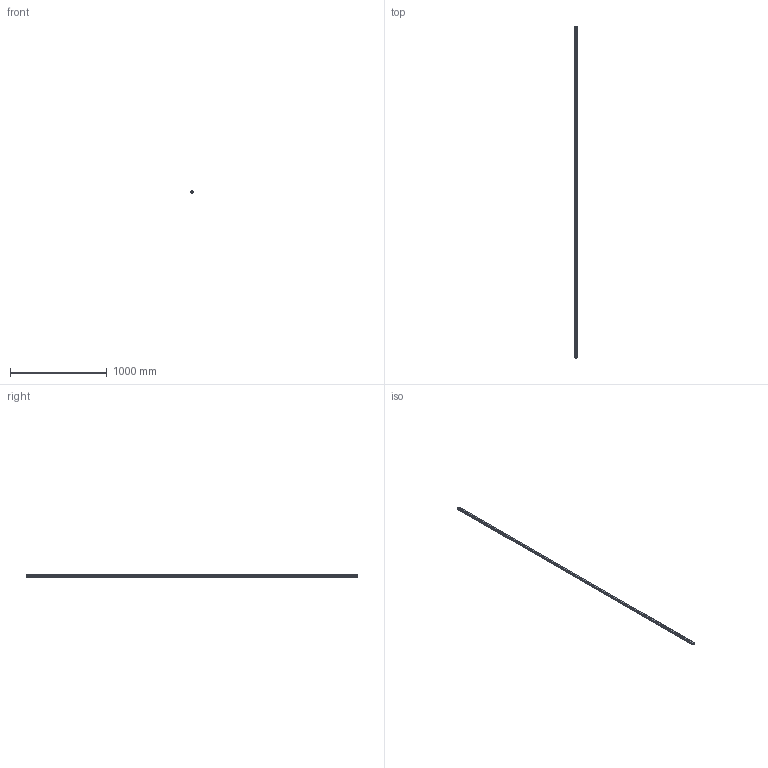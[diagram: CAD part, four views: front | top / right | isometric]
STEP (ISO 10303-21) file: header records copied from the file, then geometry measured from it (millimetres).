
FILE_DESCRIPTION(('STEP AP214'),'1');
FILE_NAME('cctmp_CCDA4373-4CC3-4521-8053-BDA06B246411_2021_01_25_14_54_25_0985..stp','2021-01-25T13:54:26',('HIWIN GmbH'),('CADClick - www.CADClick.com'),'Spatial InterOp 3D',' ','unknown authorization');
FILE_SCHEMA(('AUTOMOTIVE_DESIGN'));
Length unit declared in the file: millimetre
Products named in the file (1): HGR25T3430C_FILE
Bounding box: 23 x 3430 x 22 mm (x, y, z)
Volume: 1483026.1 mm3; surface area: 325436.8 mm2
Topology: 1 solids, 1 shells, 510 faces, 1569 edges, 951 vertices
Faces by surface type: plane 260, cylinder 136, cone 114
Entity records: 21015 total; most frequent: DIRECTION 3205, CARTESIAN_POINT 2917, ORIENTED_EDGE 2910, EDGE_CURVE 1455, AXIS2_PLACEMENT_3D 1239, VERTEX_POINT 951, LINE 727, VECTOR 727
